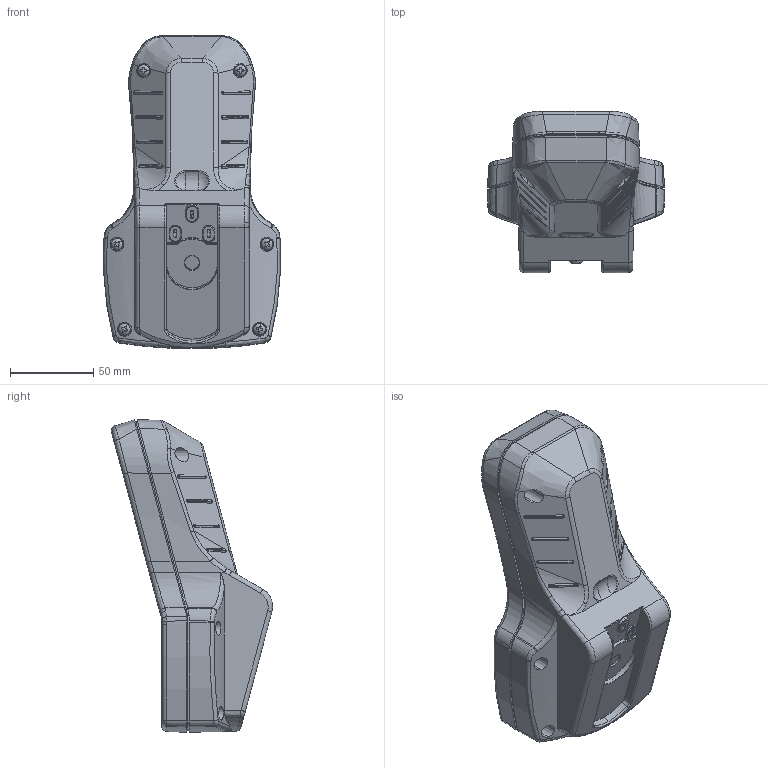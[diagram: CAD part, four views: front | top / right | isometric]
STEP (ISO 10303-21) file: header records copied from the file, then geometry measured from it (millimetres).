
FILE_DESCRIPTION (( 'STEP AP214' ), '1' );
FILE_NAME ('27020200.STEP', '2012-01-26T09:57:10', ( ' ' ), ( '' ), 'SwSTEP 2.0', 'SolidWorks 2011', '' );
FILE_SCHEMA (( 'AUTOMOTIVE_DESIGN' ));
Length unit declared in the file: millimetre
Products named in the file (9): 27010688; 82342; 41082; 82158; 82007; 93356_EJOT Delta PT Schraube H 30x8 WN5411; 21338; 21337; 27020200
Assembly tree (18 placements, depth 3):
  27020200
    21337
    93356_EJOT Delta PT Schraube H 30x8 WN5411  x6
    82158  x6
    21338
    27010688
      82342
      41082
    82007
Bounding box: 106 x 96.68 x 187.5 mm (x, y, z)
Volume: 98574.1 mm3; surface area: 141737.6 mm2
Topology: 16 solids, 21 shells, 3457 faces, 9329 edges, 5977 vertices
Faces by surface type: plane 1875, bspline 822, cylinder 442, cone 159, torus 109, sphere 50
Entity records: 137492 total; most frequent: CARTESIAN_POINT 59200, ORIENTED_EDGE 17730, DIRECTION 12952, EDGE_CURVE 8867, VERTEX_POINT 5693, LINE 5524, VECTOR 5524, AXIS2_PLACEMENT_3D 3714
